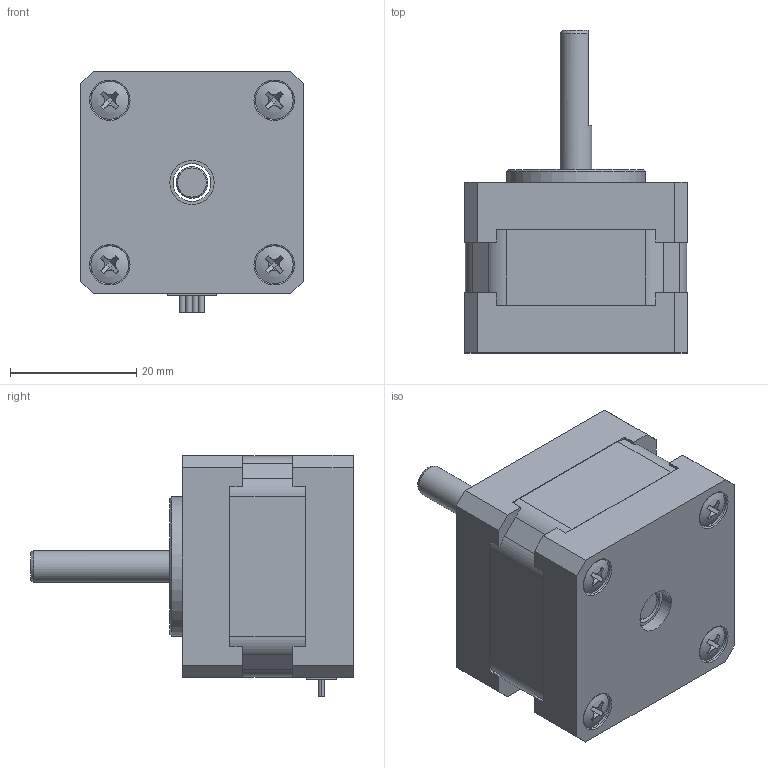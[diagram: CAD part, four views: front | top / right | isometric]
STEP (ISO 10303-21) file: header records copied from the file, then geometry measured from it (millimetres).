
FILE_DESCRIPTION(/* description */ (''),/* implementation_level */ '2;1');
FILE_NAME(/* name */ 'NEMA_14HM11-0404S.stp',/* time_stamp */ '2019-11-25T22:04:53+01:00',/* author */ ('thoma'),/* organization */ (''),/* preprocessor_version */ 'ST-DEVELOPER v17.2',/* originating_system */ 'Autodesk Inventor 2019',/* authorisation */ '');
FILE_SCHEMA (('AUTOMOTIVE_DESIGN { 1 0 10303 214 3 1 1 }'));
Length unit declared in the file: millimetre
Products named in the file (4): NEMA_14HM11-0404S; NEMA_14HM11-0404S_1; NEMA_14HM11-0404S_SHAFT; JIS B 1111 (H) - M3x6 - 4.8
Assembly tree (6 placements, depth 2):
  NEMA_14HM11-0404S
    NEMA_14HM11-0404S_1
    NEMA_14HM11-0404S_SHAFT
    JIS B 1111 (H) - M3x6 - 4.8  x4
Bounding box: 35.2 x 51.07 x 38.2 mm (x, y, z)
Volume: 33094.8 mm3; surface area: 9228.9 mm2
Topology: 6 solids, 6 shells, 242 faces, 661 edges, 447 vertices
Faces by surface type: plane 152, cylinder 47, bspline 18, cone 12, torus 9, sphere 4
Full cylindrical faces by diameter (mm): 1 x1, 2.459 x8, 2.75 x4, 3 x4, 5 x1, 6 x9, 7 x1, 8 x1, 22 x1
Entity records: 6160 total; most frequent: CARTESIAN_POINT 1589, DIRECTION 915, ORIENTED_EDGE 884, EDGE_CURVE 442, AXIS2_PLACEMENT_3D 332, VERTEX_POINT 297, LINE 251, VECTOR 251
